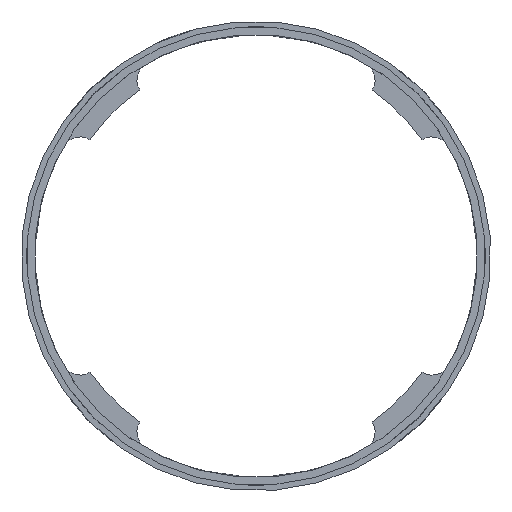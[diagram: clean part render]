
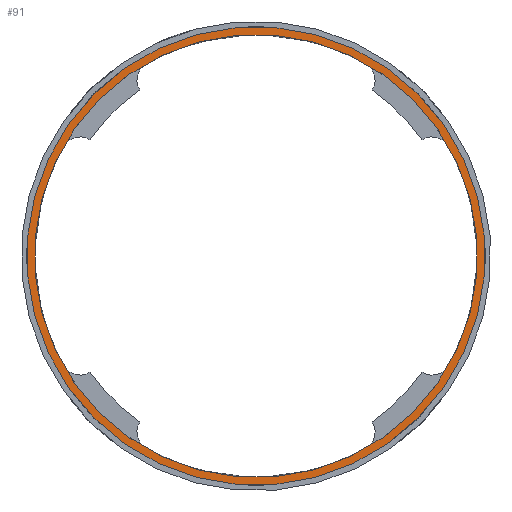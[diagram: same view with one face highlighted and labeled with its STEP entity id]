
A CAD part, front view. The second image highlights one B-rep face of the part: STEP entity #91.
In plain terms, the highlighted planar face has unit normal (0, -1, 0).
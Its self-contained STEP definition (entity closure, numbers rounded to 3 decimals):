
#19=PLANE('',#1715);
#30=FACE_BOUND('',#240,.F.);
#91=ADVANCED_FACE('',(#30,#164),#19,.T.);
#164=FACE_OUTER_BOUND('',#241,.F.);
#240=EDGE_LOOP('',(#458,#459));
#241=EDGE_LOOP('',(#460,#461));
#458=ORIENTED_EDGE('',*,*,#1184,.T.);
#459=ORIENTED_EDGE('',*,*,#1234,.T.);
#460=ORIENTED_EDGE('',*,*,#1272,.F.);
#461=ORIENTED_EDGE('',*,*,#1145,.F.);
#985=CIRCLE('',#1635,60.);
#993=CIRCLE('',#1643,58.);
#1016=CIRCLE('',#1666,58.);
#1034=CIRCLE('',#1684,60.);
#1145=EDGE_CURVE('',#1495,#1494,#985,.T.);
#1184=EDGE_CURVE('',#1472,#1473,#993,.T.);
#1234=EDGE_CURVE('',#1473,#1472,#1016,.T.);
#1272=EDGE_CURVE('',#1494,#1495,#1034,.T.);
#1472=VERTEX_POINT('',#2137);
#1473=VERTEX_POINT('',#2138);
#1494=VERTEX_POINT('',#2159);
#1495=VERTEX_POINT('',#2160);
#1635=AXIS2_PLACEMENT_3D('',#3006,#1820,#1821);
#1643=AXIS2_PLACEMENT_3D('',#3236,#1850,#1851);
#1666=AXIS2_PLACEMENT_3D('',#3405,#1910,#1911);
#1684=AXIS2_PLACEMENT_3D('',#3613,#1951,#1952);
#1715=AXIS2_PLACEMENT_3D('',#3704,#2013,#2014);
#1820=DIRECTION('',(0.,-1.,0.));
#1821=DIRECTION('',(-0.707,0.,0.707));
#1850=DIRECTION('',(0.,-1.,0.));
#1851=DIRECTION('',(0.707,0.,-0.707));
#1910=DIRECTION('',(0.,-1.,0.));
#1911=DIRECTION('',(-0.707,0.,0.707));
#1951=DIRECTION('',(0.,-1.,0.));
#1952=DIRECTION('',(0.707,0.,-0.707));
#2013=DIRECTION('',(0.,-1.,0.));
#2014=DIRECTION('',(-0.707,0.,0.707));
#2137=CARTESIAN_POINT('',(41.012,70.,-41.012));
#2138=CARTESIAN_POINT('',(-41.012,70.,41.012));
#2159=CARTESIAN_POINT('',(42.426,70.,-42.426));
#2160=CARTESIAN_POINT('',(-42.426,70.,42.426));
#3006=CARTESIAN_POINT('',(0.,70.,0.));
#3236=CARTESIAN_POINT('',(0.,70.,0.));
#3405=CARTESIAN_POINT('',(0.,70.,0.));
#3613=CARTESIAN_POINT('',(0.,70.,0.));
#3704=CARTESIAN_POINT('',(93.31,70.,-0.028));
